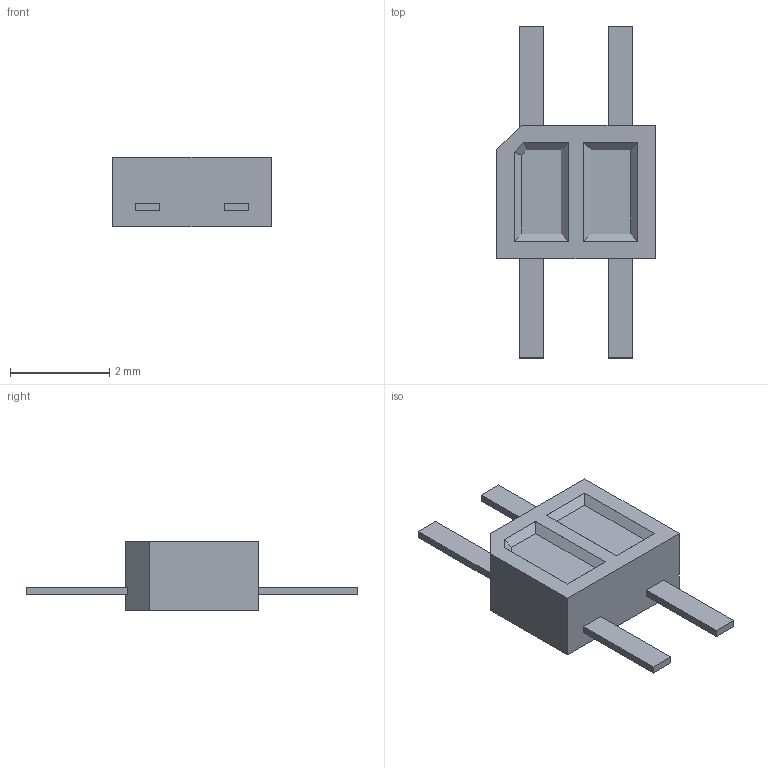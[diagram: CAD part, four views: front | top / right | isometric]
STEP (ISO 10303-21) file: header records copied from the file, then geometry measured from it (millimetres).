
FILE_DESCRIPTION(('FreeCAD Model'),'2;1');
FILE_NAME('Everlight_ITR8307.step' ,'2018-01-02T22:26:37',('kicad StepUp'),('ksu MCAD'), 'Open CASCADE STEP processor 6.8','FreeCAD','Unknown');
FILE_SCHEMA(('AUTOMOTIVE_DESIGN_CC2 { 1 2 10303 214 -1 1 5 4 }'));
Length unit declared in the file: millimetre
Products named in the file (1): Everlight_ITR8307
Bounding box: 3.2 x 6.7 x 1.4 mm (x, y, z)
Volume: 12 mm3; surface area: 44.2 mm2
Topology: 1 solids, 1 shells, 47 faces, 111 edges, 71 vertices
Faces by surface type: plane 47
Entity records: 931 total; most frequent: ORIENTED_EDGE 180, CARTESIAN_POINT 119, EDGE_CURVE 111, LINE 102, VERTEX_POINT 71, FACE_BOUND 52, EDGE_LOOP 52, ADVANCED_FACE 47
